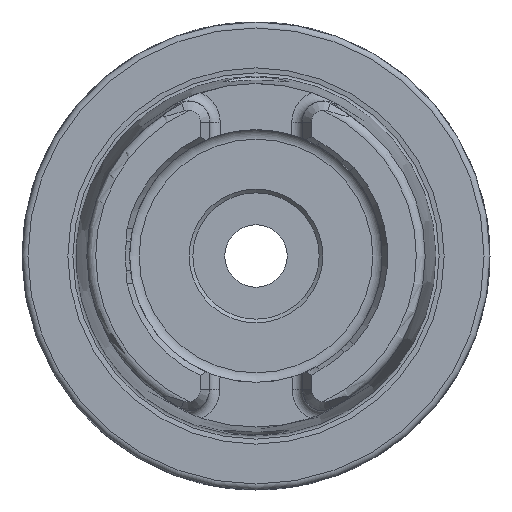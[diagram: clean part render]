
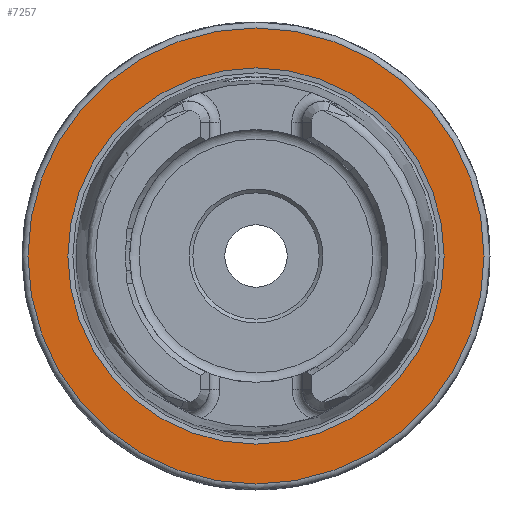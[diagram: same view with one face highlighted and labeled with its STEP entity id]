
A CAD part, left-side view. The second image highlights one B-rep face of the part: STEP entity #7257.
In plain terms, the highlighted planar face has unit normal (-1, 0, 0).
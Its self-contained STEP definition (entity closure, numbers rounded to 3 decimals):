
#192 = EDGE_LOOP ( 'NONE', ( #7241 ) ) ;
#198 = AXIS2_PLACEMENT_3D ( 'NONE', #2898, #2333, #4039 ) ;
#1184 = VERTEX_POINT ( 'NONE', #1432 ) ;
#1194 = AXIS2_PLACEMENT_3D ( 'NONE', #4230, #5930, #3676 ) ;
#1432 = CARTESIAN_POINT ( 'NONE',  ( 0., 0., 30.7 ) ) ;
#2323 = FACE_BOUND ( 'NONE', #192, .T. ) ;
#2333 = DIRECTION ( 'NONE',  ( -1., 0., 0. ) ) ;
#2898 = CARTESIAN_POINT ( 'NONE',  ( 0., 0., 0. ) ) ;
#3038 = CARTESIAN_POINT ( 'NONE',  ( 0., 0., 0. ) ) ;
#3341 = EDGE_LOOP ( 'NONE', ( #4243 ) ) ;
#3469 = EDGE_CURVE ( 'NONE', #1184, #1184, #4887, .T. ) ;
#3634 = DIRECTION ( 'NONE',  ( -1., 0., 0. ) ) ;
#3676 = DIRECTION ( 'NONE',  ( 0., 0., -1. ) ) ;
#3754 = AXIS2_PLACEMENT_3D ( 'NONE', #3038, #3634, #5411 ) ;
#4000 = VERTEX_POINT ( 'NONE', #4436 ) ;
#4039 = DIRECTION ( 'NONE',  ( 0., 0., 1. ) ) ;
#4230 = CARTESIAN_POINT ( 'NONE',  ( 0., 30.7, 0. ) ) ;
#4243 = ORIENTED_EDGE ( 'NONE', *, *, #3469, .T. ) ;
#4436 = CARTESIAN_POINT ( 'NONE',  ( 0., 0., 25.324 ) ) ;
#4887 = CIRCLE ( 'NONE', #3754, 30.7 ) ;
#5411 = DIRECTION ( 'NONE',  ( 0., 0., 1. ) ) ;
#5930 = DIRECTION ( 'NONE',  ( 1., 0., 0. ) ) ;
#6020 = CIRCLE ( 'NONE', #198, 25.324 ) ;
#6919 = EDGE_CURVE ( 'NONE', #4000, #4000, #6020, .T. ) ;
#6997 = PLANE ( 'NONE',  #1194 ) ;
#7086 = FACE_OUTER_BOUND ( 'NONE', #3341, .T. ) ;
#7241 = ORIENTED_EDGE ( 'NONE', *, *, #6919, .F. ) ;
#7257 = ADVANCED_FACE ( 'NONE', ( #2323, #7086 ), #6997, .F. ) ;
